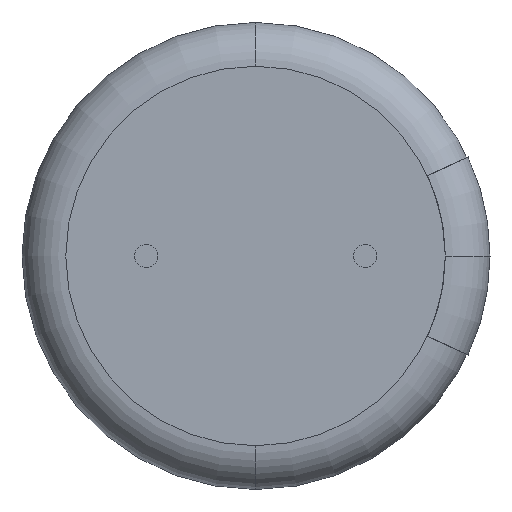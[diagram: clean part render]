
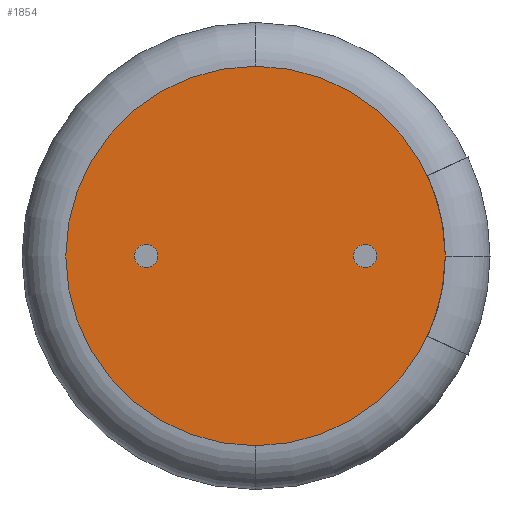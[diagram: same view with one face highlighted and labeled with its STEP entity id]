
A CAD part, front view. The second image highlights one B-rep face of the part: STEP entity #1854.
In plain terms, the highlighted planar face has unit normal (0, -1, 0).
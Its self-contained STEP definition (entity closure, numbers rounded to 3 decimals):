
#5 = AXIS2_PLACEMENT_3D ( 'NONE', #927, #734, #934 ) ;
#16 = ORIENTED_EDGE ( 'NONE', *, *, #2174, .F. ) ;
#95 = VERTEX_POINT ( 'NONE', #848 ) ;
#162 = CARTESIAN_POINT ( 'NONE',  ( 0., 0., 6.5 ) ) ;
#212 = CARTESIAN_POINT ( 'NONE',  ( 0., 0., 0. ) ) ;
#222 = CARTESIAN_POINT ( 'NONE',  ( -3.75, 0., 0.4 ) ) ;
#233 = ORIENTED_EDGE ( 'NONE', *, *, #971, .T. ) ;
#284 = CARTESIAN_POINT ( 'NONE',  ( 0., 0., 0. ) ) ;
#304 = DIRECTION ( 'NONE',  ( 0., 0., -1. ) ) ;
#323 = CIRCLE ( 'NONE', #1226, 0.4 ) ;
#376 = AXIS2_PLACEMENT_3D ( 'NONE', #1741, #1371, #304 ) ;
#494 = VERTEX_POINT ( 'NONE', #624 ) ;
#522 = DIRECTION ( 'NONE',  ( 0., -1., 0. ) ) ;
#554 = AXIS2_PLACEMENT_3D ( 'NONE', #2340, #1896, #2262 ) ;
#556 = DIRECTION ( 'NONE',  ( 0., -1., 0. ) ) ;
#617 = DIRECTION ( 'NONE',  ( 0., -1., 0. ) ) ;
#624 = CARTESIAN_POINT ( 'NONE',  ( 0., 0., -6.5 ) ) ;
#626 = EDGE_CURVE ( 'NONE', #1593, #95, #1062, .T. ) ;
#701 = DIRECTION ( 'NONE',  ( 0., 0., -1. ) ) ;
#728 = PLANE ( 'NONE',  #1489 ) ;
#734 = DIRECTION ( 'NONE',  ( 0., -1., 0. ) ) ;
#758 = CARTESIAN_POINT ( 'NONE',  ( -3.75, 0., -0.4 ) ) ;
#789 = CARTESIAN_POINT ( 'NONE',  ( -3.75, 0., 0. ) ) ;
#799 = EDGE_CURVE ( 'NONE', #2263, #1261, #323, .T. ) ;
#848 = CARTESIAN_POINT ( 'NONE',  ( 3.75, 0., -0.4 ) ) ;
#917 = DIRECTION ( 'NONE',  ( 0., 0., -1. ) ) ;
#926 = EDGE_CURVE ( 'NONE', #1261, #2263, #1227, .T. ) ;
#927 = CARTESIAN_POINT ( 'NONE',  ( 0., 0., 0. ) ) ;
#934 = DIRECTION ( 'NONE',  ( 0., 0., -1. ) ) ;
#971 = EDGE_CURVE ( 'NONE', #2220, #494, #1982, .T. ) ;
#1051 = EDGE_LOOP ( 'NONE', ( #2082, #233 ) ) ;
#1062 = CIRCLE ( 'NONE', #554, 0.4 ) ;
#1226 = AXIS2_PLACEMENT_3D ( 'NONE', #789, #617, #2233 ) ;
#1227 = CIRCLE ( 'NONE', #376, 0.4 ) ;
#1261 = VERTEX_POINT ( 'NONE', #758 ) ;
#1324 = CIRCLE ( 'NONE', #5, 6.5 ) ;
#1371 = DIRECTION ( 'NONE',  ( 0., -1., 0. ) ) ;
#1489 = AXIS2_PLACEMENT_3D ( 'NONE', #212, #556, #917 ) ;
#1580 = EDGE_LOOP ( 'NONE', ( #2138, #2189 ) ) ;
#1593 = VERTEX_POINT ( 'NONE', #2257 ) ;
#1672 = DIRECTION ( 'NONE',  ( 0., 0., -1. ) ) ;
#1714 = ORIENTED_EDGE ( 'NONE', *, *, #626, .F. ) ;
#1741 = CARTESIAN_POINT ( 'NONE',  ( -3.75, 0., 0. ) ) ;
#1761 = CARTESIAN_POINT ( 'NONE',  ( 3.75, 0., 0. ) ) ;
#1816 = EDGE_CURVE ( 'NONE', #494, #2220, #1324, .T. ) ;
#1834 = EDGE_LOOP ( 'NONE', ( #1714, #16 ) ) ;
#1854 = ADVANCED_FACE ( 'NONE', ( #2274, #2156, #2306 ), #728, .T. ) ;
#1896 = DIRECTION ( 'NONE',  ( 0., -1., 0. ) ) ;
#1964 = CIRCLE ( 'NONE', #2172, 0.4 ) ;
#1982 = CIRCLE ( 'NONE', #2321, 6.5 ) ;
#2082 = ORIENTED_EDGE ( 'NONE', *, *, #1816, .T. ) ;
#2138 = ORIENTED_EDGE ( 'NONE', *, *, #799, .F. ) ;
#2156 = FACE_BOUND ( 'NONE', #1580, .T. ) ;
#2172 = AXIS2_PLACEMENT_3D ( 'NONE', #1761, #522, #701 ) ;
#2174 = EDGE_CURVE ( 'NONE', #95, #1593, #1964, .T. ) ;
#2189 = ORIENTED_EDGE ( 'NONE', *, *, #926, .F. ) ;
#2213 = DIRECTION ( 'NONE',  ( 0., -1., 0. ) ) ;
#2220 = VERTEX_POINT ( 'NONE', #162 ) ;
#2233 = DIRECTION ( 'NONE',  ( 0., 0., -1. ) ) ;
#2257 = CARTESIAN_POINT ( 'NONE',  ( 3.75, 0., 0.4 ) ) ;
#2262 = DIRECTION ( 'NONE',  ( 0., 0., -1. ) ) ;
#2263 = VERTEX_POINT ( 'NONE', #222 ) ;
#2274 = FACE_OUTER_BOUND ( 'NONE', #1051, .T. ) ;
#2306 = FACE_BOUND ( 'NONE', #1834, .T. ) ;
#2321 = AXIS2_PLACEMENT_3D ( 'NONE', #284, #2213, #1672 ) ;
#2340 = CARTESIAN_POINT ( 'NONE',  ( 3.75, 0., 0. ) ) ;
